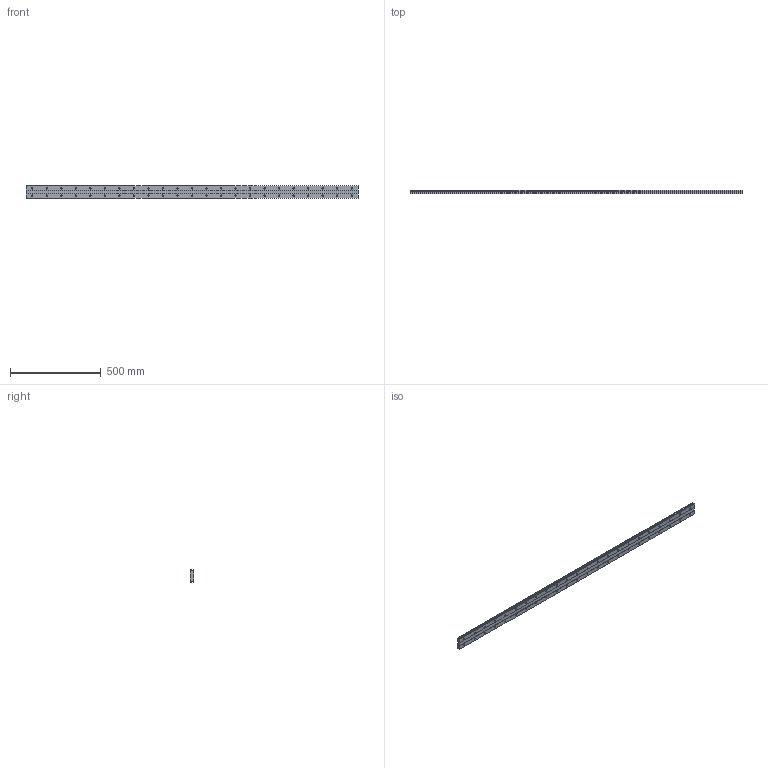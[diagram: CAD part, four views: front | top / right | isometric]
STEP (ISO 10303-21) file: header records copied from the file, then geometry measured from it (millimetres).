
FILE_DESCRIPTION (( 'STEP AP214' ), '1' );
FILE_NAME ('HRW35CA1SS-1830L_G35_0_B-M6F_861-7_0_0_0_1.STEP', '2021-07-06T12:52:48', ( '' ), ( '' ), 'SwSTEP 2.0', 'SolidWorks 2021', '' );
FILE_SCHEMA (( 'AUTOMOTIVE_DESIGN' ));
Length unit declared in the file: millimetre
Products named in the file (2): HRW35CA1SS-1830L_G35_0_B-M6F_861-7_0_0_0_1; _HRW35CA183035 Track
Assembly tree (1 placements, depth 2):
  HRW35CA1SS-1830L_G35_0_B-M6F_861-7_0_0_0_1
    _HRW35CA183035 Track
Bounding box: 1830 x 19 x 69 mm (x, y, z)
Volume: 2135904 mm3; surface area: 357181.2 mm2
Topology: 1 solids, 1 shells, 262 faces, 642 edges, 428 vertices
Faces by surface type: cylinder 188, plane 74
Entity records: 8172 total; most frequent: DIRECTION 1550, CARTESIAN_POINT 1336, ORIENTED_EDGE 1284, AXIS2_PLACEMENT_3D 642, EDGE_CURVE 642, VERTEX_POINT 428, EDGE_LOOP 400, CIRCLE 376
